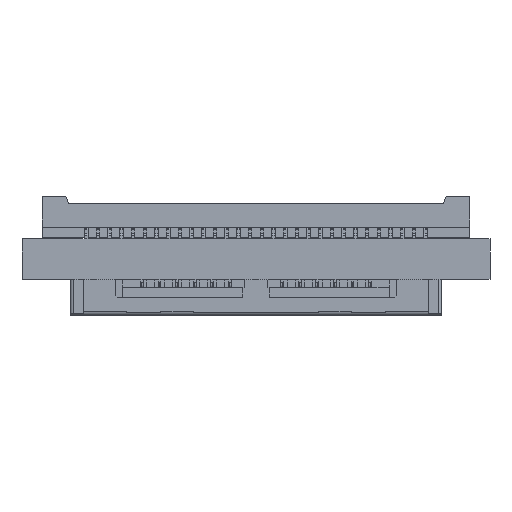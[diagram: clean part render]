
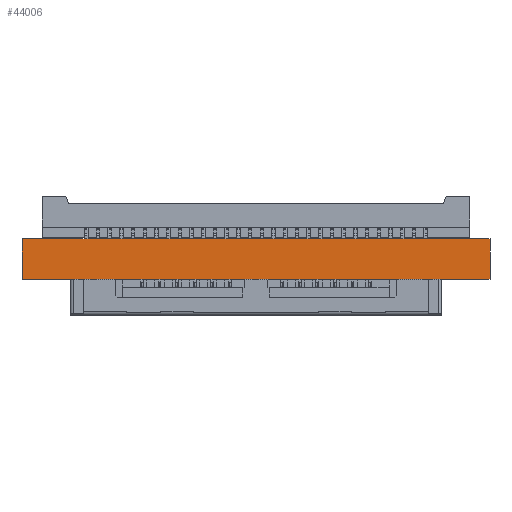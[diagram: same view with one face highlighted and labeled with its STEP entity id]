
A CAD part, left-side view. The second image highlights one B-rep face of the part: STEP entity #44006.
In plain terms, the highlighted planar face has unit normal (-1, 0, 0).
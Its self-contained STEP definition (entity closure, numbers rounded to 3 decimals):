
#469=PLANE('',#46665);
#2287=FACE_OUTER_BOUND('',#4669,.T.);
#4669=EDGE_LOOP('',(#30537,#30538,#30539,#30540));
#7422=LINE('',#63558,#12687);
#7423=LINE('',#63561,#12688);
#7424=LINE('',#63563,#12689);
#7425=LINE('',#63564,#12690);
#12687=VECTOR('',#50901,10.);
#12688=VECTOR('',#50904,10.);
#12689=VECTOR('',#50905,10.);
#12690=VECTOR('',#50906,10.);
#19314=VERTEX_POINT('',#63554);
#19315=VERTEX_POINT('',#63556);
#19316=VERTEX_POINT('',#63560);
#19317=VERTEX_POINT('',#63562);
#23812=EDGE_CURVE('',#19314,#19315,#7422,.T.);
#23813=EDGE_CURVE('',#19316,#19314,#7423,.T.);
#23814=EDGE_CURVE('',#19317,#19315,#7424,.T.);
#23815=EDGE_CURVE('',#19316,#19317,#7425,.T.);
#30537=ORIENTED_EDGE('',*,*,#23813,.T.);
#30538=ORIENTED_EDGE('',*,*,#23812,.T.);
#30539=ORIENTED_EDGE('',*,*,#23814,.F.);
#30540=ORIENTED_EDGE('',*,*,#23815,.F.);
#44006=ADVANCED_FACE('',(#2287),#469,.T.);
#46665=AXIS2_PLACEMENT_3D('',#63559,#50902,#50903);
#50901=DIRECTION('',(0.,0.,1.));
#50902=DIRECTION('center_axis',(-1.,0.,0.));
#50903=DIRECTION('ref_axis',(0.,-1.,0.));
#50904=DIRECTION('',(0.,-1.,0.));
#50905=DIRECTION('',(0.,-1.,0.));
#50906=DIRECTION('',(0.,0.,1.));
#63554=CARTESIAN_POINT('',(0.,0.,0.));
#63556=CARTESIAN_POINT('',(0.,0.,1.381));
#63558=CARTESIAN_POINT('',(0.,0.,0.));
#63559=CARTESIAN_POINT('Origin',(0.,16.,0.));
#63560=CARTESIAN_POINT('',(0.,16.,0.));
#63561=CARTESIAN_POINT('',(0.,16.,0.));
#63562=CARTESIAN_POINT('',(0.,16.,1.381));
#63563=CARTESIAN_POINT('',(0.,16.,1.381));
#63564=CARTESIAN_POINT('',(0.,16.,0.));
